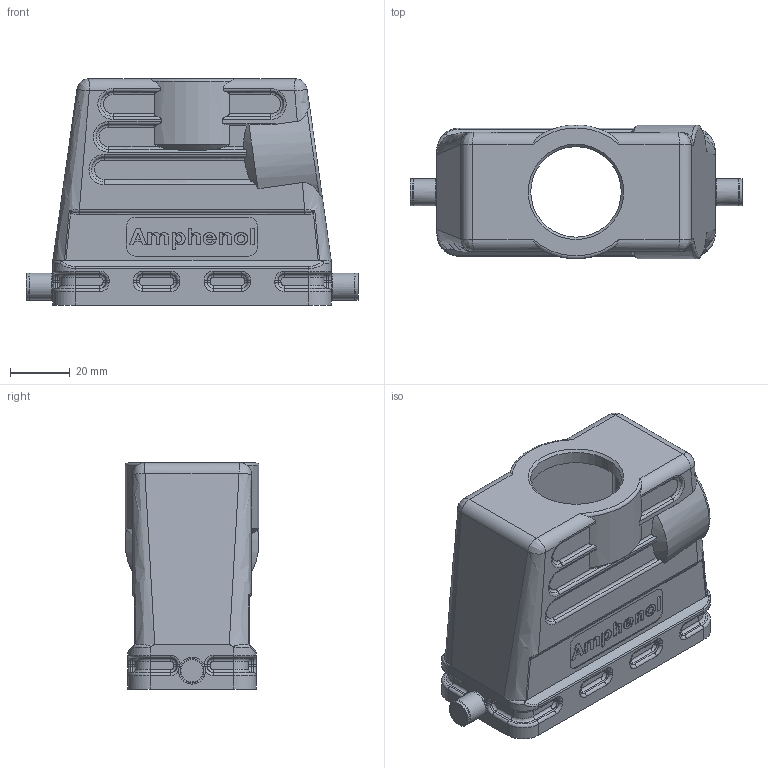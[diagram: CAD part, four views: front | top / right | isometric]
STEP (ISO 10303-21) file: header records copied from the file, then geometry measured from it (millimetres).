
FILE_DESCRIPTION(/* description */ (''),/* implementation_level */ '2;1');
FILE_NAME(/* name */ 'c146 21r016 606 8nxc001-04.stp',/* time_stamp */ '2021-05-17T10:39:40+02:00',/* author */ (''),/* organization */ (''),/* preprocessor_version */ 'ST-DEVELOPER v16.7',/* originating_system */ 'SIEMENS PLM Software NX 12.0',/* authorisation */ '');
FILE_SCHEMA (('AUTOMOTIVE_DESIGN { 1 0 10303 214 3 1 1 1 }'));
Length unit declared in the file: millimetre
Products named in the file (5): C146 K14 052 E8-01_38276ID; n 42 009 0006nxm001-01; n 13 070 0002 1nxm001-04; c146 21r016 606 8nxm001-04; c146 21r016 606 8nxc001-04
Assembly tree (6 placements, depth 3):
  c146 21r016 606 8nxc001-04
    c146 21r016 606 8nxm001-04
      n 13 070 0002 1nxm001-04  x2
      n 42 009 0006nxm001-01  x2
      C146 K14 052 E8-01_38276ID
Bounding box: 111.5 x 44.98 x 76 mm (x, y, z)
Volume: 62014.8 mm3; surface area: 44095.5 mm2
Topology: 5 solids, 5 shells, 725 faces, 1756 edges, 1065 vertices
Faces by surface type: bspline 219, plane 217, cylinder 192, extrusion 66, cone 27, sphere 2, torus 2
Full cylindrical faces by diameter (mm): 2.5 x4, 2.9 x2, 7 x2, 7.05 x2, 8 x2, 9 x4, 30.38 x1
Entity records: 31999 total; most frequent: CARTESIAN_POINT 12360, ORIENTED_EDGE 3318, DIRECTION 2707, EDGE_CURVE 1659, VERTEX_POINT 1034, AXIS2_PLACEMENT_3D 957, VECTOR 793, EDGE_LOOP 776
